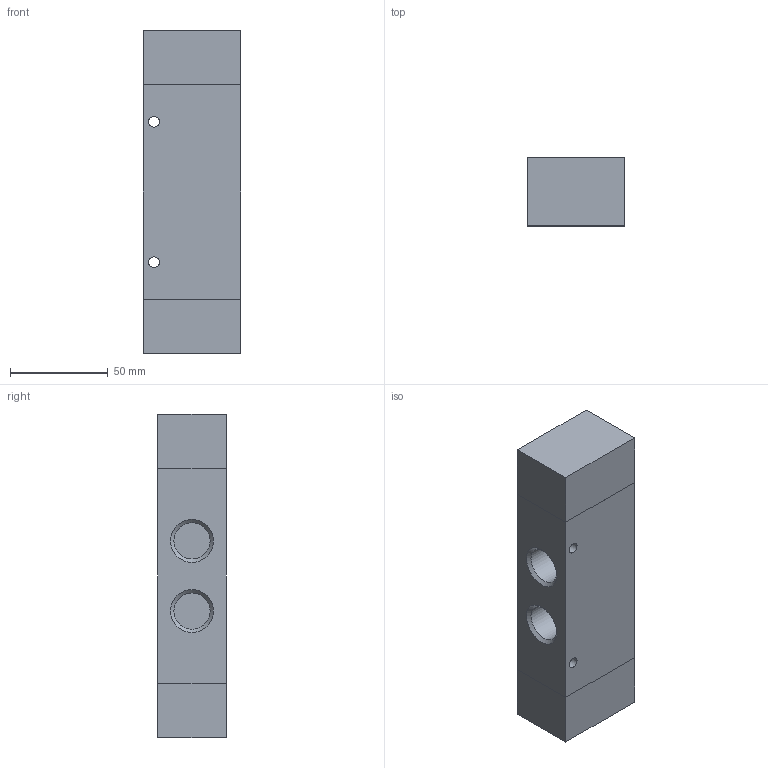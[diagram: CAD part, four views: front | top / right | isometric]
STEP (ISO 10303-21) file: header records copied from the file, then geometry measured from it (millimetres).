
FILE_DESCRIPTION((''),'2;1');
FILE_NAME('212-2_52_11_1.stp','2006-12-19T09:20:44',('rivolro1'),(''),'Autodesk Inventor 11','Autodesk Inventor 11','');
FILE_SCHEMA(('AUTOMOTIVE_DESIGN { 1 0 10303 214 1 1 1 1 }'));
Length unit declared in the file: millimetre
Products named in the file (1): 212-2_52_11_1
Bounding box: 50 x 35 x 166 mm (x, y, z)
Volume: 267301.6 mm3; surface area: 37192 mm2
Topology: 1 solids, 1 shells, 36 faces, 72 edges, 46 vertices
Faces by surface type: bspline 18, plane 16, cylinder 2
Full cylindrical faces by diameter (mm): 5.5 x2
Entity records: 1047 total; most frequent: CARTESIAN_POINT 363, DIRECTION 118, ORIENTED_EDGE 116, EDGE_LOOP 62, EDGE_CURVE 58, VERTEX_POINT 46, AXIS2_PLACEMENT_3D 41, VECTOR 36
